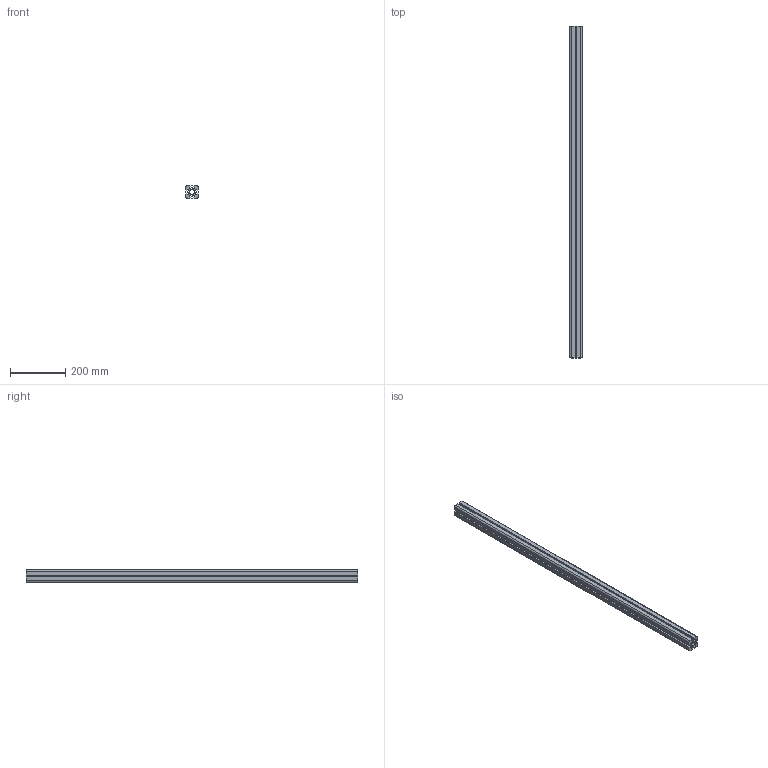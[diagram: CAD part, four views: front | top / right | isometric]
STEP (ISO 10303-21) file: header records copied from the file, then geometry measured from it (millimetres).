
FILE_DESCRIPTION((''),'2;1');
FILE_NAME('BOSCHPROFIL_45_45_1200','2013-08-28T',('malandgraf'),(''),'PRO/ENGINEER BY PARAMETRIC TECHNOLOGY CORPORATION, 2012360','PRO/ENGINEER BY PARAMETRIC TECHNOLOGY CORPORATION, 2012360','');
FILE_SCHEMA(('CONFIG_CONTROL_DESIGN'));
Length unit declared in the file: millimetre
Products named in the file (1): BOSCHPROFIL_45_45_1200
Bounding box: 45 x 1200 x 45 mm (x, y, z)
Volume: 1522271.7 mm3; surface area: 473924.7 mm2
Topology: 1 solids, 1 shells, 44 faces, 127 edges, 86 vertices
Faces by surface type: plane 38, cylinder 6
Entity records: 1494 total; most frequent: CARTESIAN_POINT 260, ORIENTED_EDGE 252, DIRECTION 237, EDGE_CURVE 126, VECTOR 115, LINE 115, VERTEX_POINT 84, AXIS2_PLACEMENT_3D 61
